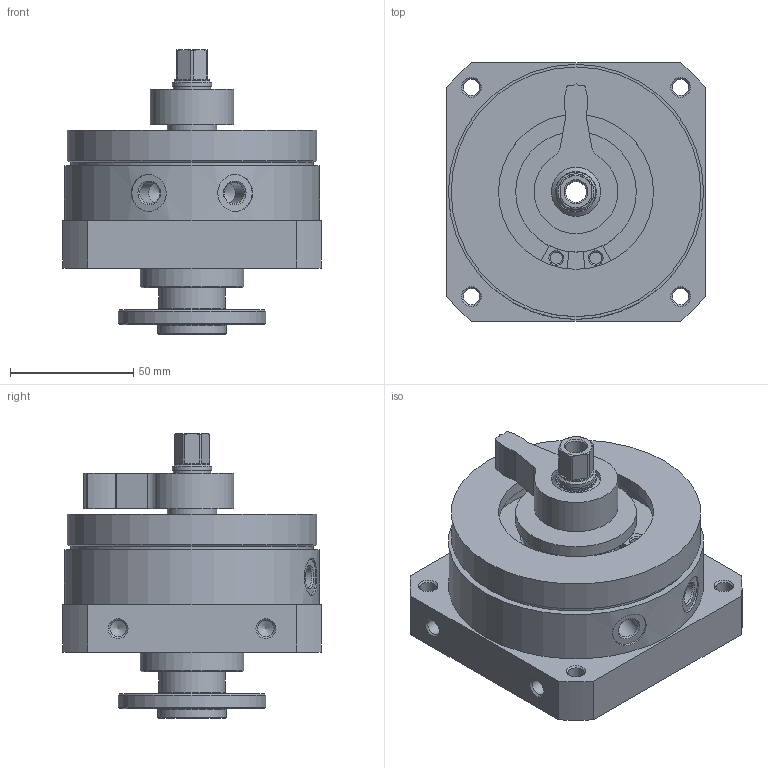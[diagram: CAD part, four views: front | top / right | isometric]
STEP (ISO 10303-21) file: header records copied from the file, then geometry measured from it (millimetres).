
FILE_DESCRIPTION(/* description */ ('STEP AP214'),/* implementation_level */ '2;1');
FILE_NAME(/* name */ '547599_DSM-32-270-FW-A-B',/* time_stamp */ '2024-08-21T18:24:12+02:00',/* author */ ('License CC BY-ND 4.0'),/* organization */ ('CADENAS'),/* preprocessor_version */ 'ST-DEVELOPER v19.3',/* originating_system */ 'PARTsolutions',/* authorisation */ ' ');
FILE_SCHEMA (('AUTOMOTIVE_DESIGN {1 0 10303 214 3 1 1}'));
Length unit declared in the file: millimetre
Products named in the file (4): 547599 DSM-32-270-FW-A-B--(0); 547599 DSM-32-270-FW-A-B_G---(B); 342622 DSM-32_NS; 547599 DSM-32-270-FW-A-B_K---(B)
Assembly tree (4 placements, depth 2):
  547599 DSM-32-270-FW-A-B--(0)
    547599 DSM-32-270-FW-A-B_G---(B)
    342622 DSM-32_NS  x2
    547599 DSM-32-270-FW-A-B_K---(B)
Bounding box: 105 x 105 x 115.8 mm (x, y, z)
Volume: 503898.4 mm3; surface area: 92304.6 mm2
Topology: 4 solids, 4 shells, 196 faces, 449 edges, 280 vertices
Faces by surface type: cylinder 71, plane 63, cone 59, torus 3
Full cylindrical faces by diameter (mm): 4.917 x6, 6.5 x4, 6.647 x10, 8.566 x3, 14.5 x1, 15 x2, 15.2 x1, 16 x2, 20 x3, 27 x1, 28 x1, 42 x1, 43 x1, 49 x1, 60 x1, 63 x1, 72 x1, 82 x1, 98.5 x1, 101.5 x1, 103.65 x1
Entity records: 4747 total; most frequent: DIRECTION 853, CARTESIAN_POINT 817, ORIENTED_EDGE 604, AXIS2_PLACEMENT_3D 379, FACE_BOUND 337, EDGE_LOOP 329, EDGE_CURVE 302, VERTEX_POINT 249
